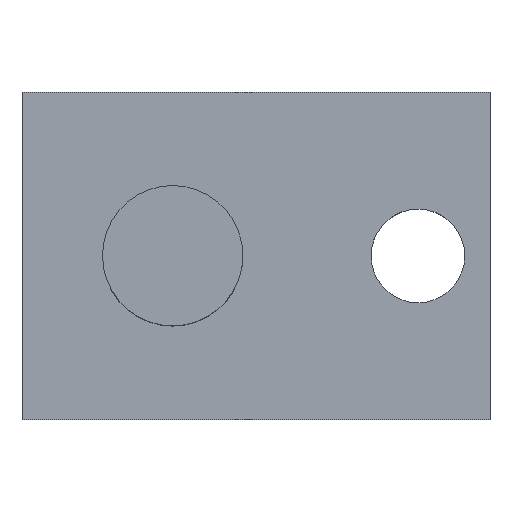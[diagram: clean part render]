
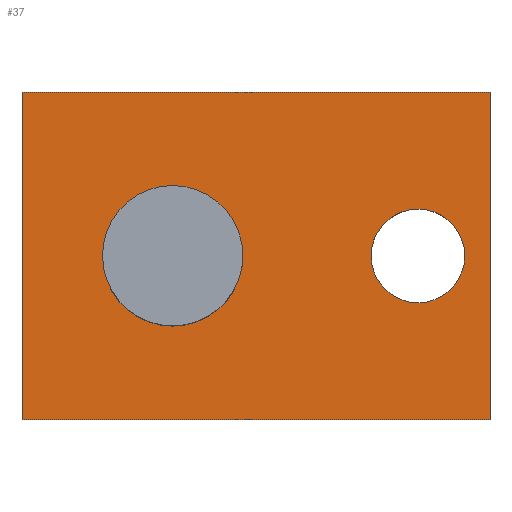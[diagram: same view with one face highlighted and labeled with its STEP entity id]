
A CAD part, top view. The second image highlights one B-rep face of the part: STEP entity #37.
In plain terms, the highlighted planar face has unit normal (0, 0, 1).
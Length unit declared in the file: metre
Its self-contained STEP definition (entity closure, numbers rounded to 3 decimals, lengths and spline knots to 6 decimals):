
#37 = ADVANCED_FACE( '', ( #77, #78, #79 ), #80, .T. );
#77 = FACE_BOUND( '', #124, .T. );
#78 = FACE_BOUND( '', #125, .T. );
#79 = FACE_OUTER_BOUND( '', #126, .T. );
#80 = PLANE( '', #127 );
#124 = EDGE_LOOP( '', ( #167 ) );
#125 = EDGE_LOOP( '', ( #168 ) );
#126 = EDGE_LOOP( '', ( #169, #170, #171, #172 ) );
#127 = AXIS2_PLACEMENT_3D( '', #173, #174, #175 );
#167 = ORIENTED_EDGE( '', *, *, #244, .F. );
#168 = ORIENTED_EDGE( '', *, *, #245, .F. );
#169 = ORIENTED_EDGE( '', *, *, #246, .F. );
#170 = ORIENTED_EDGE( '', *, *, #247, .T. );
#171 = ORIENTED_EDGE( '', *, *, #248, .T. );
#172 = ORIENTED_EDGE( '', *, *, #249, .F. );
#173 = CARTESIAN_POINT( '', ( 0., 0., 0.02 ) );
#174 = DIRECTION( '', ( 0., 0., 1. ) );
#175 = DIRECTION( '', ( 1., 0., 0. ) );
#244 = EDGE_CURVE( '', #274, #274, #275, .T. );
#245 = EDGE_CURVE( '', #276, #276, #277, .T. );
#246 = EDGE_CURVE( '', #278, #279, #280, .T. );
#247 = EDGE_CURVE( '', #278, #281, #282, .T. );
#248 = EDGE_CURVE( '', #281, #283, #284, .T. );
#249 = EDGE_CURVE( '', #279, #283, #285, .T. );
#274 = VERTEX_POINT( '', #317 );
#275 = CIRCLE( '', #318, 0.01 );
#276 = VERTEX_POINT( '', #319 );
#277 = CIRCLE( '', #320, 0.015 );
#278 = VERTEX_POINT( '', #321 );
#279 = VERTEX_POINT( '', #322 );
#280 = LINE( '', #323, #324 );
#281 = VERTEX_POINT( '', #325 );
#282 = LINE( '', #326, #327 );
#283 = VERTEX_POINT( '', #328 );
#284 = LINE( '', #329, #330 );
#285 = LINE( '', #331, #332 );
#317 = CARTESIAN_POINT( '', ( 0.04461, 0., 0.02 ) );
#318 = AXIS2_PLACEMENT_3D( '', #371, #372, #373 );
#319 = CARTESIAN_POINT( '', ( -0.002801, 0., 0.02 ) );
#320 = AXIS2_PLACEMENT_3D( '', #374, #375, #376 );
#321 = CARTESIAN_POINT( '', ( 0.05, -0.035, 0.02 ) );
#322 = CARTESIAN_POINT( '', ( -0.05, -0.035, 0.02 ) );
#323 = CARTESIAN_POINT( '', ( 0., -0.035, 0.02 ) );
#324 = VECTOR( '', #377, 1. );
#325 = CARTESIAN_POINT( '', ( 0.05, 0.035, 0.02 ) );
#326 = CARTESIAN_POINT( '', ( 0.05, 0., 0.02 ) );
#327 = VECTOR( '', #378, 1. );
#328 = CARTESIAN_POINT( '', ( -0.05, 0.035, 0.02 ) );
#329 = CARTESIAN_POINT( '', ( 0., 0.035, 0.02 ) );
#330 = VECTOR( '', #379, 1. );
#331 = CARTESIAN_POINT( '', ( -0.05, 0., 0.02 ) );
#332 = VECTOR( '', #380, 1. );
#371 = CARTESIAN_POINT( '', ( 0.03461, 0., 0.02 ) );
#372 = DIRECTION( '', ( 0., 0., 1. ) );
#373 = DIRECTION( '', ( 1., 0., 0. ) );
#374 = CARTESIAN_POINT( '', ( -0.017801, 0., 0.02 ) );
#375 = DIRECTION( '', ( 0., 0., 1. ) );
#376 = DIRECTION( '', ( 1., 0., 0. ) );
#377 = DIRECTION( '', ( -1., 0., 0. ) );
#378 = DIRECTION( '', ( 0., 1., 0. ) );
#379 = DIRECTION( '', ( -1., 0., 0. ) );
#380 = DIRECTION( '', ( 0., 1., 0. ) );
